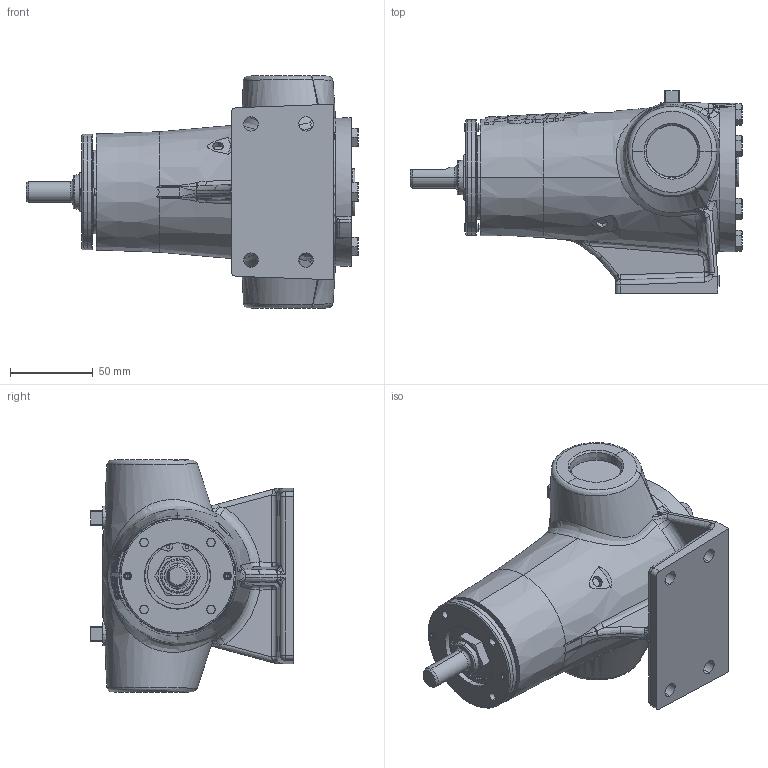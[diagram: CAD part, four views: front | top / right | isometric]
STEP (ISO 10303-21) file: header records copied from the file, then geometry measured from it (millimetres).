
FILE_DESCRIPTION (( 'STEP AP214' ), '1' );
FILE_NAME ('G4195.STEP', '2017-02-20T22:11:21', ( '' ), ( '' ), 'SwSTEP 2.0', 'SolidWorks 2016', '' );
FILE_SCHEMA (( 'AUTOMOTIVE_DESIGN' ));
Length unit declared in the file: inch
Products named in the file (1): G4195
Bounding box: 200.37 x 122.3 x 140.4 mm (x, y, z)
Volume: 1059849.6 mm3; surface area: 93949.8 mm2
Topology: 1 solids, 1 shells, 799 faces, 1943 edges, 1184 vertices
Faces by surface type: plane 291, bspline 213, cone 162, cylinder 98, torus 20, sphere 15
Entity records: 43119 total; most frequent: CARTESIAN_POINT 21112, ORIENTED_EDGE 3854, DIRECTION 2830, EDGE_CURVE 1927, VERTEX_POINT 1184, AXIS2_PLACEMENT_3D 1087, EDGE_LOOP 863, FACE_OUTER_BOUND 799
